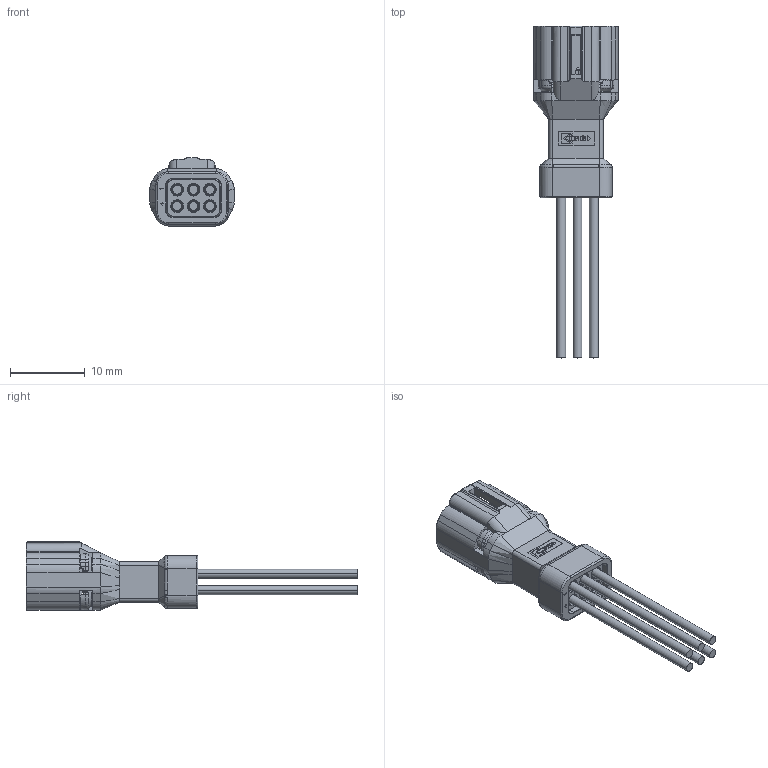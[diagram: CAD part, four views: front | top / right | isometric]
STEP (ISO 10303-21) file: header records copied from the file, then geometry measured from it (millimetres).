
FILE_DESCRIPTION((''),'2;1');
FILE_NAME('06PIN-G','2025-03-19T10:07:35',('NK210218'),(''),'CREO PARAMETRIC BY PTC INC, 2020053','CREO PARAMETRIC BY PTC INC, 2020053','');
FILE_SCHEMA(('CONFIG_CONTROL_DESIGN','SHAPE_APPEARANCE_LAYERS_GROUPS'));
Length unit declared in the file: inch
Products named in the file (1): 06PIN-G
Bounding box: 11.3 x 44.55 x 9.15 mm (x, y, z)
Volume: 1115 mm3; surface area: 2163.7 mm2
Topology: 1 solids, 3 shells, 1102 faces, 2734 edges, 1669 vertices
Faces by surface type: plane 473, cylinder 248, torus 175, cone 160, bspline 37, extrusion 9
Entity records: 42916 total; most frequent: CARTESIAN_POINT 9032, ORIENTED_EDGE 5468, DIRECTION 5424, EDGE_CURVE 2734, AXIS2_PLACEMENT_3D 1901, VERTEX_POINT 1669, VECTOR 1622, LINE 1613
